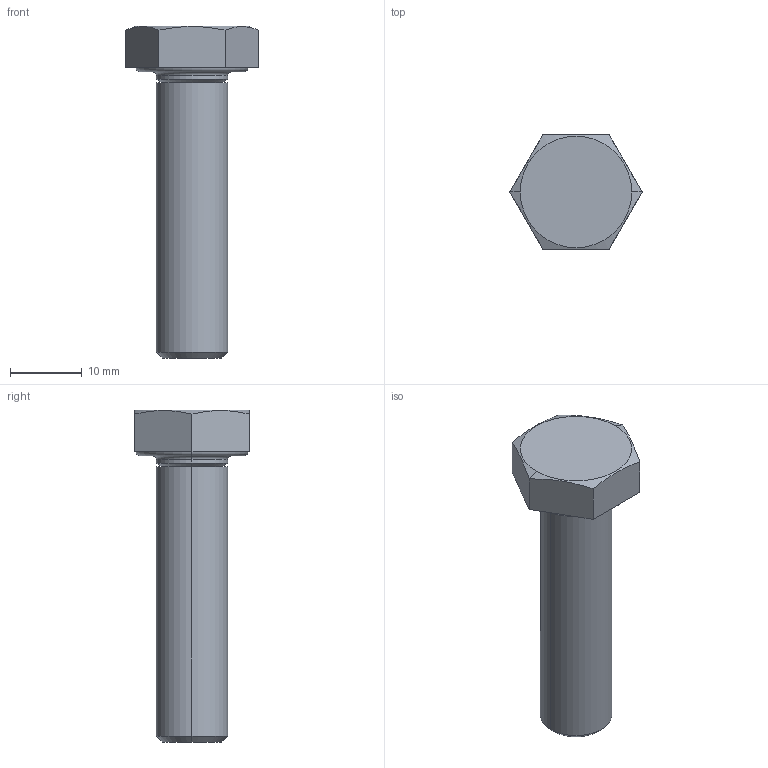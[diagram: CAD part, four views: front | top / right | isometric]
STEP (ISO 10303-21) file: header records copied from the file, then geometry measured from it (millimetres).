
FILE_DESCRIPTION (( 'STEP AP203' ), '1' );
FILE_NAME ('vh_10_40 8-8_Défaut_sldprt.STEP', '2019-10-30T08:17:29', ( '' ), ( '' ), 'SwSTEP 2.0', 'SolidWorks 2017', '' );
FILE_SCHEMA (( 'CONFIG_CONTROL_DESIGN' ));
Length unit declared in the file: millimetre
Products named in the file (1): vh_10_40 8-8_Défaut_sldprt
Bounding box: 18.48 x 16 x 46.4 mm (x, y, z)
Volume: 4520.5 mm3; surface area: 2039.9 mm2
Topology: 1 solids, 1 shells, 25 faces, 52 edges, 32 vertices
Faces by surface type: plane 11, cone 6, torus 4, cylinder 4
Entity records: 785 total; most frequent: CARTESIAN_POINT 164, DIRECTION 122, ORIENTED_EDGE 104, EDGE_CURVE 52, AXIS2_PLACEMENT_3D 50, VERTEX_POINT 32, EDGE_LOOP 28, ADVANCED_FACE 25
